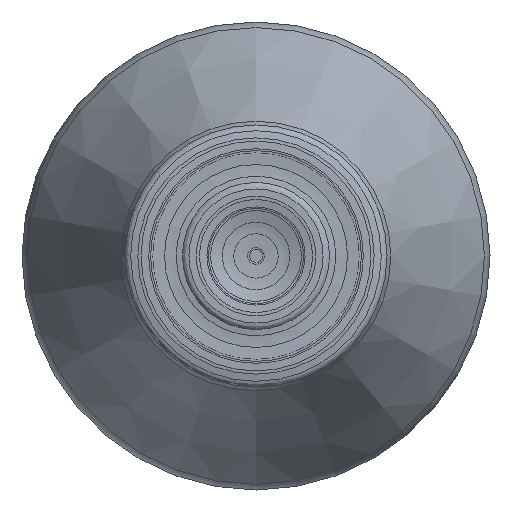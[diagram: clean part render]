
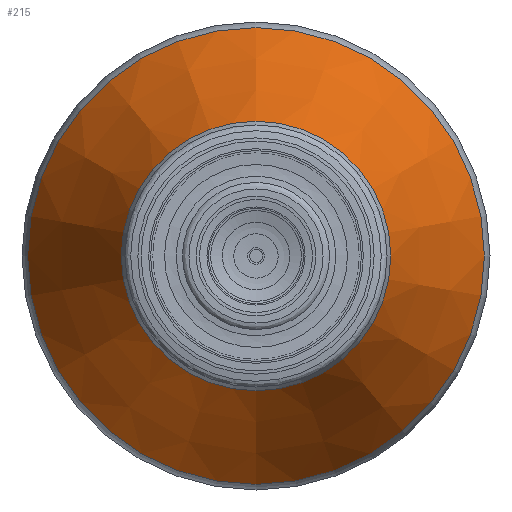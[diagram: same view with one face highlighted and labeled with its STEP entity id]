
A CAD part, left-side view. The second image highlights one B-rep face of the part: STEP entity #215.
In plain terms, the highlighted conical face has half-angle 25.796 degrees and reference radius 12.201 mm.
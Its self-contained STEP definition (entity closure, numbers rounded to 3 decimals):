
#193=CONICAL_SURFACE('',#861,12.201,25.796);
#215=ADVANCED_FACE('',(#300,#301),#193,.T.);
#300=FACE_BOUND('',#421,.T.);
#301=FACE_BOUND('',#422,.T.);
#421=EDGE_LOOP('',(#545));
#422=EDGE_LOOP('',(#546));
#545=ORIENTED_EDGE('',*,*,#717,.T.);
#546=ORIENTED_EDGE('',*,*,#716,.F.);
#654=VERTEX_POINT('',#1202);
#655=VERTEX_POINT('',#1205);
#716=EDGE_CURVE('',#654,#654,#778,.T.);
#717=EDGE_CURVE('',#655,#655,#779,.T.);
#778=CIRCLE('',#858,12.201);
#779=CIRCLE('',#860,7.198);
#858=AXIS2_PLACEMENT_3D('',#1201,#977,#978);
#860=AXIS2_PLACEMENT_3D('',#1204,#981,#982);
#861=AXIS2_PLACEMENT_3D('',#1206,#983,#984);
#977=DIRECTION('',(1.,0.,0.));
#978=DIRECTION('',(0.,0.,1.));
#981=DIRECTION('',(1.,0.,0.));
#982=DIRECTION('',(0.,0.,1.));
#983=DIRECTION('',(1.,0.,0.));
#984=DIRECTION('',(0.,0.,-1.));
#1201=CARTESIAN_POINT('',(58.381,0.,0.));
#1202=CARTESIAN_POINT('',(58.381,0.,12.201));
#1204=CARTESIAN_POINT('',(48.031,0.,0.));
#1205=CARTESIAN_POINT('',(48.031,0.,7.198));
#1206=CARTESIAN_POINT('',(58.381,0.,0.));
